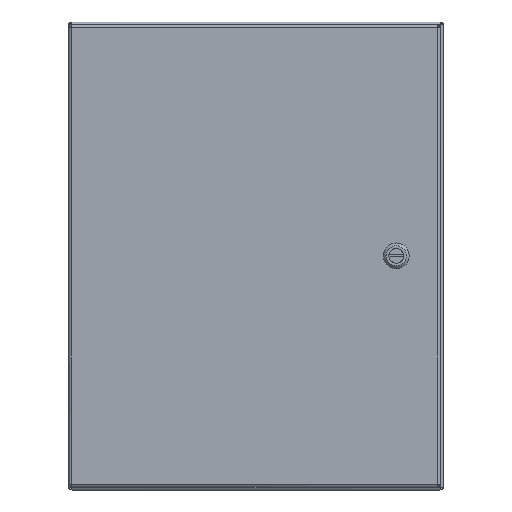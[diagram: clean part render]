
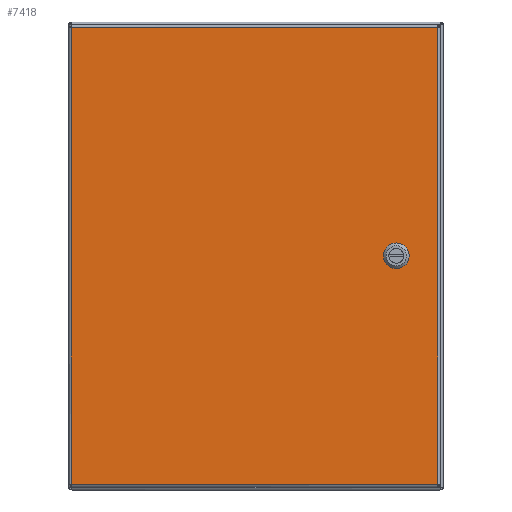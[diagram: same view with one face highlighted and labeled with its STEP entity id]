
A CAD part, top view. The second image highlights one B-rep face of the part: STEP entity #7418.
In plain terms, the highlighted face is planar.
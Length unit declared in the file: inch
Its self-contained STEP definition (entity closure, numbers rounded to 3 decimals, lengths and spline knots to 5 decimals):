
#5741=CARTESIAN_POINT('',(2.08762,10.275,0.0));
#5742=VERTEX_POINT('',#5741);
#5749=CARTESIAN_POINT('',(2.275,10.08762,0.0));
#5750=VERTEX_POINT('',#5749);
#5751=CARTESIAN_POINT('',(1.875,9.875,0.0));
#5752=DIRECTION('',(0.0,0.0,1.0));
#5753=DIRECTION('',(-0.469,-0.883,0.0));
#5754=AXIS2_PLACEMENT_3D('',#5751,#5752,#5753);
#5755=CIRCLE('',#5754,0.453);
#5756=EDGE_CURVE('',#5750,#5742,#5755,.T.);
#5781=CARTESIAN_POINT('',(2.275,9.66238,0.0));
#5782=VERTEX_POINT('',#5781);
#5783=CARTESIAN_POINT('',(2.275,9.66238,0.0));
#5784=DIRECTION('',(0.0,1.0,0.0));
#5785=VECTOR('',#5784,0.42525);
#5786=LINE('',#5783,#5785);
#5787=EDGE_CURVE('',#5782,#5750,#5786,.T.);
#5813=CARTESIAN_POINT('',(2.08762,9.475,0.0));
#5814=VERTEX_POINT('',#5813);
#5815=CARTESIAN_POINT('',(1.875,9.875,0.0));
#5816=DIRECTION('',(0.0,0.0,1.0));
#5817=DIRECTION('',(-0.883,0.469,0.0));
#5818=AXIS2_PLACEMENT_3D('',#5815,#5816,#5817);
#5819=CIRCLE('',#5818,0.453);
#5820=EDGE_CURVE('',#5814,#5782,#5819,.T.);
#5845=CARTESIAN_POINT('',(1.66238,9.475,0.0));
#5846=VERTEX_POINT('',#5845);
#5847=CARTESIAN_POINT('',(1.66238,9.475,0.0));
#5848=DIRECTION('',(1.0,0.0,0.0));
#5849=VECTOR('',#5848,0.42525);
#5850=LINE('',#5847,#5849);
#5851=EDGE_CURVE('',#5846,#5814,#5850,.T.);
#5877=CARTESIAN_POINT('',(1.475,9.66238,0.0));
#5878=VERTEX_POINT('',#5877);
#5879=CARTESIAN_POINT('',(1.875,9.875,0.0));
#5880=DIRECTION('',(0.0,0.0,1.0));
#5881=DIRECTION('',(0.469,0.883,0.0));
#5882=AXIS2_PLACEMENT_3D('',#5879,#5880,#5881);
#5883=CIRCLE('',#5882,0.453);
#5884=EDGE_CURVE('',#5878,#5846,#5883,.T.);
#5909=CARTESIAN_POINT('',(1.475,10.08762,0.0));
#5910=VERTEX_POINT('',#5909);
#5911=CARTESIAN_POINT('',(1.475,10.08762,0.0));
#5912=DIRECTION('',(0.0,-1.0,0.0));
#5913=VECTOR('',#5912,0.42525);
#5914=LINE('',#5911,#5913);
#5915=EDGE_CURVE('',#5910,#5878,#5914,.T.);
#5941=CARTESIAN_POINT('',(1.66238,10.275,0.0));
#5942=VERTEX_POINT('',#5941);
#5943=CARTESIAN_POINT('',(1.875,9.875,0.0));
#5944=DIRECTION('',(0.0,0.0,1.0));
#5945=DIRECTION('',(0.883,-0.469,0.0));
#5946=AXIS2_PLACEMENT_3D('',#5943,#5944,#5945);
#5947=CIRCLE('',#5946,0.453);
#5948=EDGE_CURVE('',#5942,#5910,#5947,.T.);
#5971=CARTESIAN_POINT('',(2.08762,10.275,0.0));
#5972=DIRECTION('',(-1.0,0.0,0.0));
#5973=VECTOR('',#5972,0.42525);
#5974=LINE('',#5971,#5973);
#5975=EDGE_CURVE('',#5742,#5942,#5974,.T.);
#6426=CARTESIAN_POINT('',(15.76975,0.10525,0.));
#6427=VERTEX_POINT('',#6426);
#6438=CARTESIAN_POINT('',(15.76975,19.64475,0.));
#6439=VERTEX_POINT('',#6438);
#6440=CARTESIAN_POINT('',(15.76975,19.64475,0.0));
#6441=DIRECTION('',(0.0,-1.0,0.0));
#6442=VECTOR('',#6441,19.5395);
#6443=LINE('',#6440,#6442);
#6444=EDGE_CURVE('',#6439,#6427,#6443,.T.);
#6596=CARTESIAN_POINT('',(0.10525,0.10525,0.));
#6597=VERTEX_POINT('',#6596);
#6608=CARTESIAN_POINT('',(15.76975,0.10525,0.0));
#6609=DIRECTION('',(-1.0,0.0,0.0));
#6610=VECTOR('',#6609,15.6645);
#6611=LINE('',#6608,#6610);
#6612=EDGE_CURVE('',#6427,#6597,#6611,.T.);
#6873=CARTESIAN_POINT('',(0.10525,19.64475,0.));
#6874=VERTEX_POINT('',#6873);
#6885=CARTESIAN_POINT('',(0.10525,0.10525,0.0));
#6886=DIRECTION('',(0.0,1.0,0.0));
#6887=VECTOR('',#6886,19.5395);
#6888=LINE('',#6885,#6887);
#6889=EDGE_CURVE('',#6597,#6874,#6888,.T.);
#7154=CARTESIAN_POINT('',(0.10525,19.64475,0.0));
#7155=DIRECTION('',(1.0,0.0,0.0));
#7156=VECTOR('',#7155,15.6645);
#7157=LINE('',#7154,#7156);
#7158=EDGE_CURVE('',#6874,#6439,#7157,.T.);
#7397=CARTESIAN_POINT('',(7.9375,9.875,0.0));
#7398=DIRECTION('',(0.0,0.0,1.0));
#7399=DIRECTION('',(1.0,0.0,0.0));
#7400=AXIS2_PLACEMENT_3D('',#7397,#7398,#7399);
#7401=PLANE('',#7400);
#7402=ORIENTED_EDGE('',*,*,#6444,.T.);
#7403=ORIENTED_EDGE('',*,*,#6612,.T.);
#7404=ORIENTED_EDGE('',*,*,#6889,.T.);
#7405=ORIENTED_EDGE('',*,*,#7158,.T.);
#7406=EDGE_LOOP('',(#7402,#7403,#7404,#7405));
#7407=FACE_OUTER_BOUND('',#7406,.T.);
#7408=ORIENTED_EDGE('',*,*,#5756,.T.);
#7409=ORIENTED_EDGE('',*,*,#5975,.T.);
#7410=ORIENTED_EDGE('',*,*,#5948,.T.);
#7411=ORIENTED_EDGE('',*,*,#5915,.T.);
#7412=ORIENTED_EDGE('',*,*,#5884,.T.);
#7413=ORIENTED_EDGE('',*,*,#5851,.T.);
#7414=ORIENTED_EDGE('',*,*,#5820,.T.);
#7415=ORIENTED_EDGE('',*,*,#5787,.T.);
#7416=EDGE_LOOP('',(#7408,#7409,#7410,#7411,#7412,#7413,#7414,#7415));
#7417=FACE_BOUND('',#7416,.T.);
#7418=ADVANCED_FACE('',(#7407,#7417),#7401,.F.);
